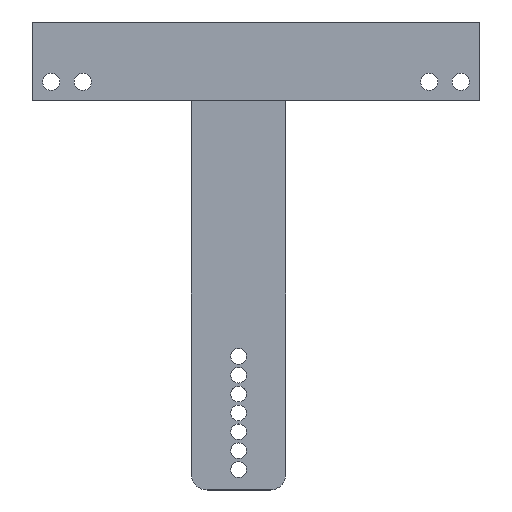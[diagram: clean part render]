
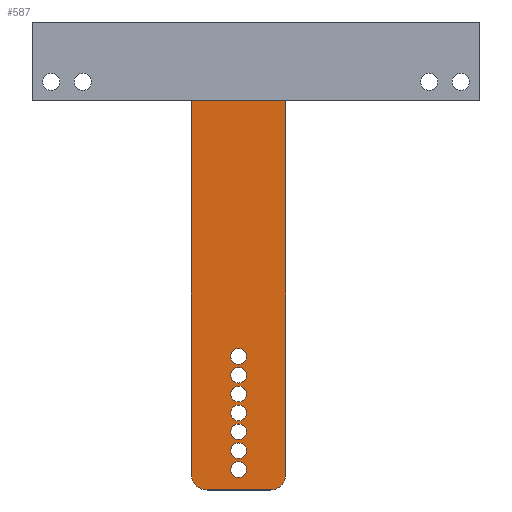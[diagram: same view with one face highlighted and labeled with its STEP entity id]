
A CAD part, top view. The second image highlights one B-rep face of the part: STEP entity #587.
In plain terms, the highlighted planar face has unit normal (0, 0, 1).
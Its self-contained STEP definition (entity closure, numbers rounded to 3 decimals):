
#15=FACE_BOUND('',#92,.T.);
#16=FACE_BOUND('',#93,.T.);
#17=FACE_BOUND('',#94,.T.);
#18=FACE_BOUND('',#95,.T.);
#19=FACE_BOUND('',#96,.T.);
#20=FACE_BOUND('',#97,.T.);
#21=FACE_BOUND('',#98,.T.);
#39=PLANE('',#652);
#62=FACE_OUTER_BOUND('',#91,.T.);
#91=EDGE_LOOP('',(#451,#452,#453,#454,#455,#456));
#92=EDGE_LOOP('',(#457));
#93=EDGE_LOOP('',(#458));
#94=EDGE_LOOP('',(#459));
#95=EDGE_LOOP('',(#460));
#96=EDGE_LOOP('',(#461));
#97=EDGE_LOOP('',(#462));
#98=EDGE_LOOP('',(#463));
#151=LINE('',#922,#204);
#156=LINE('',#936,#209);
#157=LINE('',#940,#210);
#158=LINE('',#941,#211);
#204=VECTOR('',#750,10.);
#209=VECTOR('',#763,10.);
#210=VECTOR('',#766,10.);
#211=VECTOR('',#767,10.);
#239=CIRCLE('',#628,2.5);
#241=CIRCLE('',#631,2.5);
#243=CIRCLE('',#634,2.5);
#245=CIRCLE('',#637,2.5);
#247=CIRCLE('',#640,2.5);
#249=CIRCLE('',#643,2.5);
#252=CIRCLE('',#650,5.);
#254=CIRCLE('',#653,5.);
#255=CIRCLE('',#654,2.5);
#267=VERTEX_POINT('',#856);
#269=VERTEX_POINT('',#862);
#271=VERTEX_POINT('',#868);
#273=VERTEX_POINT('',#874);
#275=VERTEX_POINT('',#880);
#277=VERTEX_POINT('',#886);
#291=VERTEX_POINT('',#919);
#292=VERTEX_POINT('',#921);
#295=VERTEX_POINT('',#929);
#297=VERTEX_POINT('',#935);
#298=VERTEX_POINT('',#937);
#299=VERTEX_POINT('',#939);
#300=VERTEX_POINT('',#942);
#322=EDGE_CURVE('',#267,#267,#239,.T.);
#325=EDGE_CURVE('',#269,#269,#241,.T.);
#328=EDGE_CURVE('',#271,#271,#243,.T.);
#331=EDGE_CURVE('',#273,#273,#245,.T.);
#334=EDGE_CURVE('',#275,#275,#247,.T.);
#337=EDGE_CURVE('',#277,#277,#249,.T.);
#353=EDGE_CURVE('',#292,#291,#151,.T.);
#357=EDGE_CURVE('',#295,#291,#252,.T.);
#360=EDGE_CURVE('',#295,#297,#156,.T.);
#361=EDGE_CURVE('',#298,#297,#254,.T.);
#362=EDGE_CURVE('',#298,#299,#157,.T.);
#363=EDGE_CURVE('',#292,#299,#158,.T.);
#364=EDGE_CURVE('',#300,#300,#255,.T.);
#451=ORIENTED_EDGE('',*,*,#357,.F.);
#452=ORIENTED_EDGE('',*,*,#360,.T.);
#453=ORIENTED_EDGE('',*,*,#361,.F.);
#454=ORIENTED_EDGE('',*,*,#362,.T.);
#455=ORIENTED_EDGE('',*,*,#363,.F.);
#456=ORIENTED_EDGE('',*,*,#353,.T.);
#457=ORIENTED_EDGE('',*,*,#322,.T.);
#458=ORIENTED_EDGE('',*,*,#325,.T.);
#459=ORIENTED_EDGE('',*,*,#328,.T.);
#460=ORIENTED_EDGE('',*,*,#331,.T.);
#461=ORIENTED_EDGE('',*,*,#334,.T.);
#462=ORIENTED_EDGE('',*,*,#337,.T.);
#463=ORIENTED_EDGE('',*,*,#364,.T.);
#587=ADVANCED_FACE('',(#62,#15,#16,#17,#18,#19,#20,#21),#39,.T.);
#628=AXIS2_PLACEMENT_3D('',#858,#690,#691);
#631=AXIS2_PLACEMENT_3D('',#864,#697,#698);
#634=AXIS2_PLACEMENT_3D('',#870,#704,#705);
#637=AXIS2_PLACEMENT_3D('',#876,#711,#712);
#640=AXIS2_PLACEMENT_3D('',#882,#718,#719);
#643=AXIS2_PLACEMENT_3D('',#888,#725,#726);
#650=AXIS2_PLACEMENT_3D('',#930,#756,#757);
#652=AXIS2_PLACEMENT_3D('',#934,#761,#762);
#653=AXIS2_PLACEMENT_3D('',#938,#764,#765);
#654=AXIS2_PLACEMENT_3D('',#943,#768,#769);
#690=DIRECTION('center_axis',(0.,0.,-1.));
#691=DIRECTION('ref_axis',(-1.,0.,0.));
#697=DIRECTION('center_axis',(0.,0.,-1.));
#698=DIRECTION('ref_axis',(-1.,0.,0.));
#704=DIRECTION('center_axis',(0.,0.,-1.));
#705=DIRECTION('ref_axis',(-1.,0.,0.));
#711=DIRECTION('center_axis',(0.,0.,-1.));
#712=DIRECTION('ref_axis',(-1.,0.,0.));
#718=DIRECTION('center_axis',(0.,0.,-1.));
#719=DIRECTION('ref_axis',(-1.,0.,0.));
#725=DIRECTION('center_axis',(0.,0.,-1.));
#726=DIRECTION('ref_axis',(-1.,0.,0.));
#750=DIRECTION('',(0.,-1.,0.));
#756=DIRECTION('center_axis',(0.,0.,-1.));
#757=DIRECTION('ref_axis',(-0.707,-0.707,0.));
#761=DIRECTION('center_axis',(0.,0.,1.));
#762=DIRECTION('ref_axis',(1.,0.,0.));
#763=DIRECTION('',(1.,0.,0.));
#764=DIRECTION('center_axis',(0.,0.,-1.));
#765=DIRECTION('ref_axis',(0.707,-0.707,0.));
#766=DIRECTION('',(0.,1.,0.));
#767=DIRECTION('',(1.,0.,0.));
#768=DIRECTION('center_axis',(0.,0.,-1.));
#769=DIRECTION('ref_axis',(-1.,0.,0.));
#856=CARTESIAN_POINT('',(1.983,-26.5,-57.));
#858=CARTESIAN_POINT('Origin',(-0.517,-26.5,-57.));
#862=CARTESIAN_POINT('',(1.983,-20.5,-57.));
#864=CARTESIAN_POINT('Origin',(-0.517,-20.5,-57.));
#868=CARTESIAN_POINT('',(1.983,-14.5,-57.));
#870=CARTESIAN_POINT('Origin',(-0.517,-14.5,-57.));
#874=CARTESIAN_POINT('',(1.983,-2.5,-57.));
#876=CARTESIAN_POINT('Origin',(-0.517,-2.5,-57.));
#880=CARTESIAN_POINT('',(1.983,3.5,-57.));
#882=CARTESIAN_POINT('Origin',(-0.517,3.5,-57.));
#886=CARTESIAN_POINT('',(1.983,9.5,-57.));
#888=CARTESIAN_POINT('Origin',(-0.517,9.5,-57.));
#919=CARTESIAN_POINT('',(-15.517,-27.942,-57.));
#921=CARTESIAN_POINT('',(-15.517,99.5,-57.));
#922=CARTESIAN_POINT('',(-15.517,-32.942,-57.));
#929=CARTESIAN_POINT('',(-10.517,-32.942,-57.));
#930=CARTESIAN_POINT('Origin',(-10.517,-27.942,-57.));
#934=CARTESIAN_POINT('Origin',(-0.517,37.279,-57.));
#935=CARTESIAN_POINT('',(9.483,-32.942,-57.));
#936=CARTESIAN_POINT('',(14.483,-32.942,-57.));
#937=CARTESIAN_POINT('',(14.483,-27.942,-57.));
#938=CARTESIAN_POINT('Origin',(9.483,-27.942,-57.));
#939=CARTESIAN_POINT('',(14.483,99.5,-57.));
#940=CARTESIAN_POINT('',(14.483,107.5,-57.));
#941=CARTESIAN_POINT('',(6.983,99.5,-57.));
#942=CARTESIAN_POINT('',(1.983,-8.5,-57.));
#943=CARTESIAN_POINT('Origin',(-0.517,-8.5,-57.));
